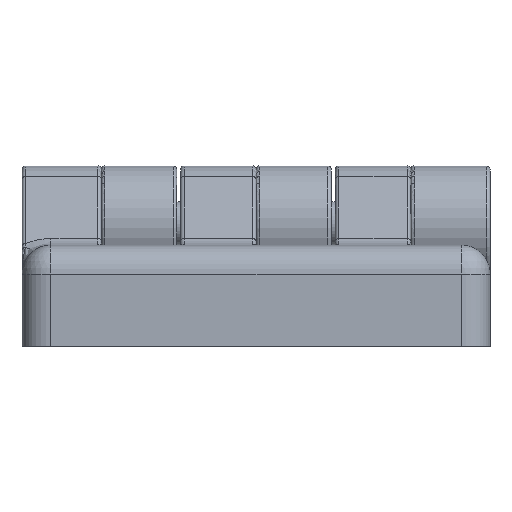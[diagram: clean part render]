
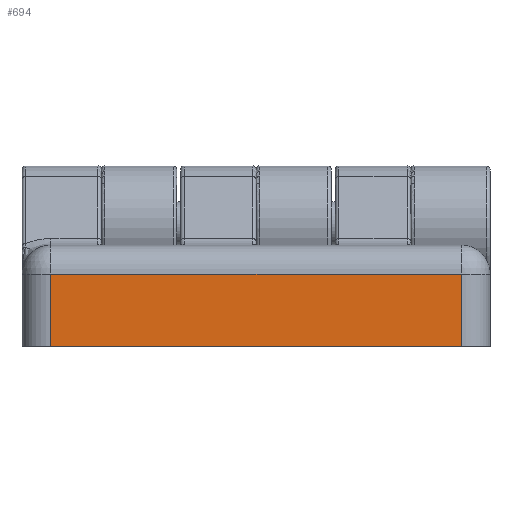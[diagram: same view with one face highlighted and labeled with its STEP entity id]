
A CAD part, left-side view. The second image highlights one B-rep face of the part: STEP entity #694.
In plain terms, the highlighted planar face has unit normal (-1, 0, 0).
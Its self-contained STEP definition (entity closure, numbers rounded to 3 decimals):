
#694 = ADVANCED_FACE( '', ( #1428 ), #1429, .F. );
#1428 = FACE_OUTER_BOUND( '', #2765, .T. );
#1429 = PLANE( '', #2766 );
#2765 = EDGE_LOOP( '', ( #4721, #4722, #4723, #4724 ) );
#2766 = AXIS2_PLACEMENT_3D( '', #4725, #4726, #4727 );
#4721 = ORIENTED_EDGE( '', *, *, #5066, .T. );
#4722 = ORIENTED_EDGE( '', *, *, #5152, .T. );
#4723 = ORIENTED_EDGE( '', *, *, #5243, .T. );
#4724 = ORIENTED_EDGE( '', *, *, #4907, .T. );
#4725 = CARTESIAN_POINT( '', ( -12., 32.45, 14. ) );
#4726 = DIRECTION( '', ( 1., 0., 0. ) );
#4727 = DIRECTION( '', ( 0., 0., -1. ) );
#4907 = EDGE_CURVE( '', #5780, #5777, #5781, .T. );
#5066 = EDGE_CURVE( '', #5777, #6042, #6044, .T. );
#5152 = EDGE_CURVE( '', #6042, #6177, #6179, .F. );
#5243 = EDGE_CURVE( '', #6177, #5780, #6311, .F. );
#5777 = VERTEX_POINT( '', #6965 );
#5780 = VERTEX_POINT( '', #6968 );
#5781 = LINE( '', #6969, #6970 );
#6042 = VERTEX_POINT( '', #7425 );
#6044 = LINE( '', #7427, #7428 );
#6177 = VERTEX_POINT( '', #7606 );
#6179 = LINE( '', #7608, #7609 );
#6311 = LINE( '', #7791, #7792 );
#6965 = CARTESIAN_POINT( '', ( -12., 28.45, 0. ) );
#6968 = CARTESIAN_POINT( '', ( -12., 28.45, 10. ) );
#6969 = CARTESIAN_POINT( '', ( -12., 28.45, 14. ) );
#6970 = VECTOR( '', #8657, 1000. );
#7425 = CARTESIAN_POINT( '', ( -12., -28.45, 0. ) );
#7427 = CARTESIAN_POINT( '', ( -12., 32.45, 0. ) );
#7428 = VECTOR( '', #8886, 1000. );
#7606 = CARTESIAN_POINT( '', ( -12., -28.45, 10. ) );
#7608 = CARTESIAN_POINT( '', ( -12., -28.45, 14. ) );
#7609 = VECTOR( '', #9016, 1000. );
#7791 = CARTESIAN_POINT( '', ( -12., 32.45, 10. ) );
#7792 = VECTOR( '', #9132, 1000. );
#8657 = DIRECTION( '', ( 0., 0., -1. ) );
#8886 = DIRECTION( '', ( 0., -1., 0. ) );
#9016 = DIRECTION( '', ( 0., 0., -1. ) );
#9132 = DIRECTION( '', ( 0., -1., 0. ) );
